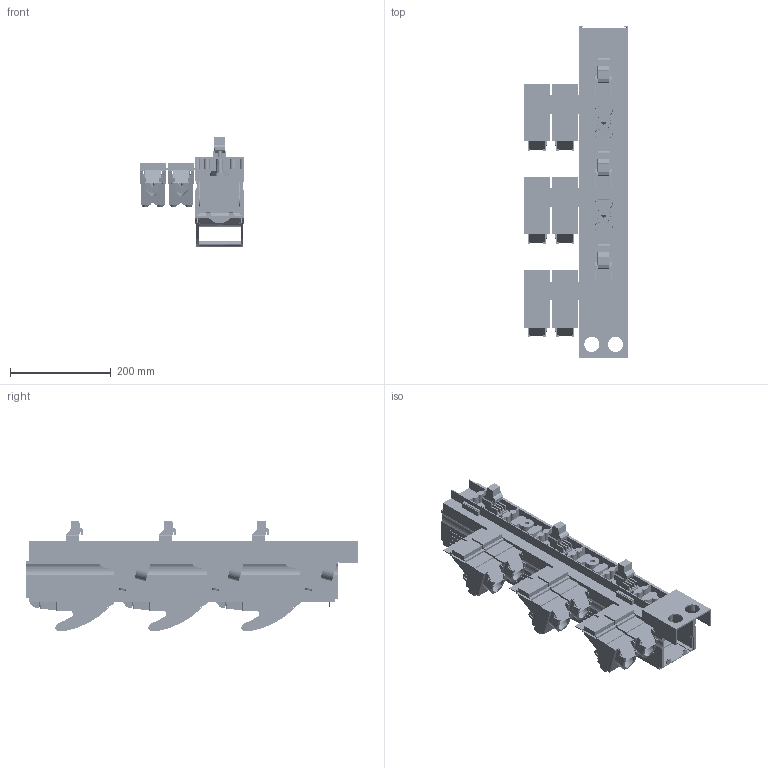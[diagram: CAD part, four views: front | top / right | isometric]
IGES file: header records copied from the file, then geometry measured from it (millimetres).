
Start section: SolidWorks IGES file using analytic representation for surfaces
Global section: file name: IL_204.IGS; native system: SolidWorks 2007; preprocessor: SolidWorks 2007; author: Gordon; date: 100108.142247; units: millimetre
Bounding box: 207.5 x 660 x 220.64 mm (x, y, z)
Surface area: 1788630.8 mm2 (no closed solid volume)
Topology: 0 solids, 0 shells, 5844 faces, 51387 edges, 51177 vertices
Faces by surface type: bspline 4311, revolution 1533
